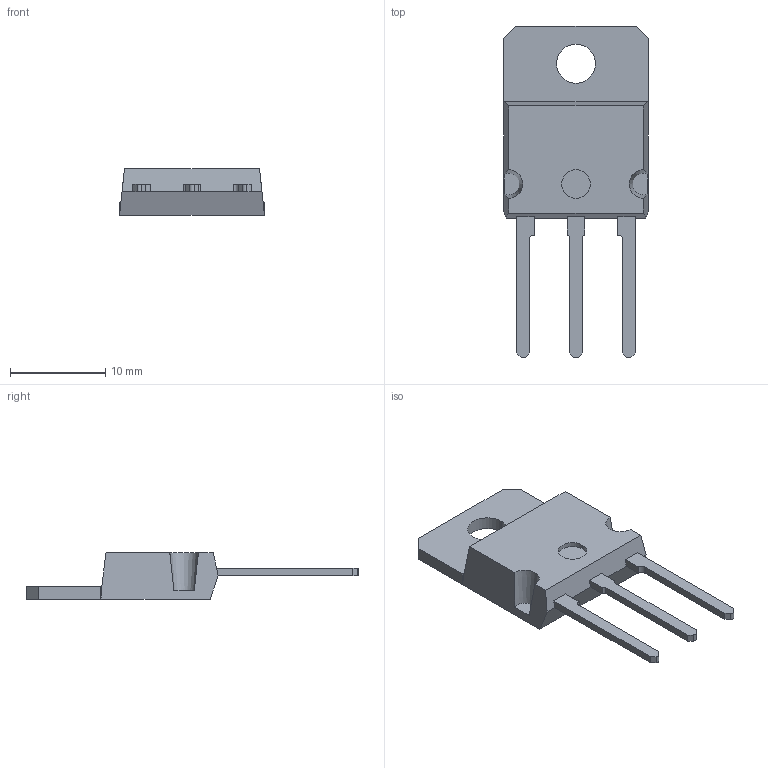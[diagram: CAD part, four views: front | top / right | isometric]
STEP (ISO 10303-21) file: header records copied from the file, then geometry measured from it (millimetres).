
FILE_DESCRIPTION (( 'STEP AP214' ), '1' );
FILE_NAME ('7B7B9A39-06CE-440C-851D-79D74951B96A.STEP', '2008-12-29T21:52:15', ( 'sysAdmin' ), ( 'SolidWorks' ), 'SwSTEP 2.0', 'SolidWorks 2009', '' );
FILE_SCHEMA (( 'AUTOMOTIVE_DESIGN' ));
Length unit declared in the file: millimetre
Products named in the file (1): 7B7B9A39-06CE-440C-851D-79D74951B96A
Bounding box: 15.2 x 34.82 x 4.9 mm (x, y, z)
Volume: 1003.8 mm3; surface area: 1050.1 mm2
Topology: 1 solids, 1 shells, 56 faces, 147 edges, 94 vertices
Faces by surface type: plane 43, cylinder 11, cone 2
Entity records: 1893 total; most frequent: CARTESIAN_POINT 310, ORIENTED_EDGE 294, DIRECTION 283, EDGE_CURVE 147, VECTOR 117, LINE 117, VERTEX_POINT 94, AXIS2_PLACEMENT_3D 83
